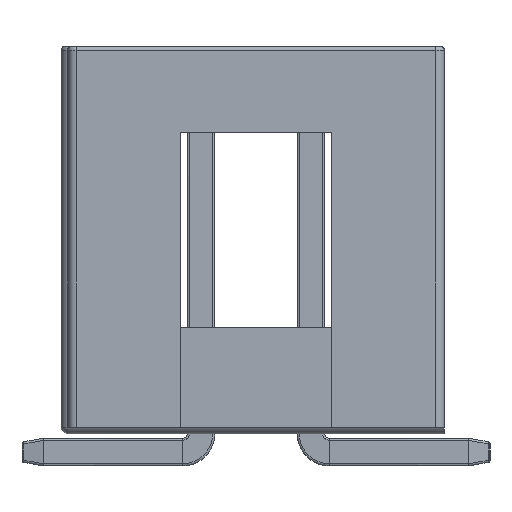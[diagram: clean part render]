
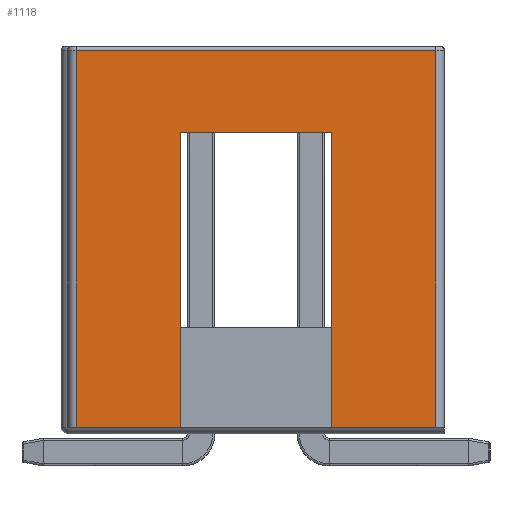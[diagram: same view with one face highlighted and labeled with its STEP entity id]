
A CAD part, left-side view. The second image highlights one B-rep face of the part: STEP entity #1118.
In plain terms, the highlighted planar face has unit normal (-1, 0, 0).
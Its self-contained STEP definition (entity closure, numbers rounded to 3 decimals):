
#525 = EDGE_CURVE ( 'NONE', #11270, #18941, #12819, .T. ) ;
#560 = VERTEX_POINT ( 'NONE', #20866 ) ;
#577 = ORIENTED_EDGE ( 'NONE', *, *, #31829, .T. ) ;
#579 = CARTESIAN_POINT ( 'NONE',  ( -4.87, 4.15, 6.97 ) ) ;
#852 = LINE ( 'NONE', #10683, #26249 ) ;
#1118 = ADVANCED_FACE ( 'NONE', ( #21737 ), #7402, .F. ) ;
#1425 = ORIENTED_EDGE ( 'NONE', *, *, #1620, .T. ) ;
#1620 = EDGE_CURVE ( 'NONE', #13151, #11270, #10254, .T. ) ;
#1630 = ORIENTED_EDGE ( 'NONE', *, *, #20804, .T. ) ;
#1750 = LINE ( 'NONE', #4325, #8197 ) ;
#1768 = VECTOR ( 'NONE', #3825, 1000. ) ;
#1788 = LINE ( 'NONE', #16944, #10757 ) ;
#2012 = CARTESIAN_POINT ( 'NONE',  ( -4.87, 4.15, 8.87 ) ) ;
#2247 = DIRECTION ( 'NONE',  ( 0., -1., 0. ) ) ;
#3825 = DIRECTION ( 'NONE',  ( 0., 0., -1. ) ) ;
#4325 = CARTESIAN_POINT ( 'NONE',  ( -4.87, 4.15, 8.97 ) ) ;
#7402 = PLANE ( 'NONE',  #17353 ) ;
#8005 = DIRECTION ( 'NONE',  ( 0., 0., 1. ) ) ;
#8197 = VECTOR ( 'NONE', #14312, 1000. ) ;
#8438 = VERTEX_POINT ( 'NONE', #22525 ) ;
#8481 = EDGE_CURVE ( 'NONE', #560, #12745, #13333, .T. ) ;
#9317 = EDGE_CURVE ( 'NONE', #18941, #8438, #852, .T. ) ;
#9892 = ORIENTED_EDGE ( 'NONE', *, *, #8481, .F. ) ;
#10254 = LINE ( 'NONE', #30021, #16215 ) ;
#10683 = CARTESIAN_POINT ( 'NONE',  ( -4.87, -1.75, 8.97 ) ) ;
#10757 = VECTOR ( 'NONE', #19528, 1000. ) ;
#11002 = CARTESIAN_POINT ( 'NONE',  ( -4.87, 1.75, 6.97 ) ) ;
#11158 = VECTOR ( 'NONE', #2247, 1000. ) ;
#11270 = VERTEX_POINT ( 'NONE', #11002 ) ;
#11568 = CARTESIAN_POINT ( 'NONE',  ( -4.87, 4.15, 0.17 ) ) ;
#11752 = DIRECTION ( 'NONE',  ( 1., 0., 0. ) ) ;
#12086 = VERTEX_POINT ( 'NONE', #11568 ) ;
#12089 = LINE ( 'NONE', #24625, #11158 ) ;
#12745 = VERTEX_POINT ( 'NONE', #20518 ) ;
#12819 = LINE ( 'NONE', #579, #25923 ) ;
#13151 = VERTEX_POINT ( 'NONE', #16572 ) ;
#13333 = LINE ( 'NONE', #20756, #1768 ) ;
#14312 = DIRECTION ( 'NONE',  ( 0., 0., -1. ) ) ;
#14322 = DIRECTION ( 'NONE',  ( 0., 0., -1. ) ) ;
#14643 = CARTESIAN_POINT ( 'NONE',  ( -4.87, 4.15, 8.97 ) ) ;
#15907 = CARTESIAN_POINT ( 'NONE',  ( -4.87, 4.15, 8.87 ) ) ;
#16215 = VECTOR ( 'NONE', #8005, 1000. ) ;
#16425 = VERTEX_POINT ( 'NONE', #2012 ) ;
#16539 = ORIENTED_EDGE ( 'NONE', *, *, #19988, .T. ) ;
#16552 = DIRECTION ( 'NONE',  ( 0., 1., 0. ) ) ;
#16572 = CARTESIAN_POINT ( 'NONE',  ( -4.87, 1.75, 0.17 ) ) ;
#16944 = CARTESIAN_POINT ( 'NONE',  ( -4.87, 4.15, 0.17 ) ) ;
#17353 = AXIS2_PLACEMENT_3D ( 'NONE', #14643, #11752, #14322 ) ;
#17658 = DIRECTION ( 'NONE',  ( 0., -1., 0. ) ) ;
#18191 = ORIENTED_EDGE ( 'NONE', *, *, #525, .T. ) ;
#18941 = VERTEX_POINT ( 'NONE', #22925 ) ;
#19057 = DIRECTION ( 'NONE',  ( 0., 0., -1. ) ) ;
#19528 = DIRECTION ( 'NONE',  ( 0., -1., 0. ) ) ;
#19988 = EDGE_CURVE ( 'NONE', #12086, #13151, #1788, .T. ) ;
#20518 = CARTESIAN_POINT ( 'NONE',  ( -4.87, -4.15, 0.17 ) ) ;
#20756 = CARTESIAN_POINT ( 'NONE',  ( -4.87, -4.15, 8.97 ) ) ;
#20804 = EDGE_CURVE ( 'NONE', #560, #16425, #21379, .T. ) ;
#20866 = CARTESIAN_POINT ( 'NONE',  ( -4.87, -4.15, 8.87 ) ) ;
#21096 = VECTOR ( 'NONE', #16552, 1000. ) ;
#21379 = LINE ( 'NONE', #15907, #21096 ) ;
#21737 = FACE_OUTER_BOUND ( 'NONE', #26693, .T. ) ;
#22166 = ORIENTED_EDGE ( 'NONE', *, *, #9317, .T. ) ;
#22525 = CARTESIAN_POINT ( 'NONE',  ( -4.87, -1.75, 0.17 ) ) ;
#22925 = CARTESIAN_POINT ( 'NONE',  ( -4.87, -1.75, 6.97 ) ) ;
#24625 = CARTESIAN_POINT ( 'NONE',  ( -4.87, 4.15, 0.17 ) ) ;
#25852 = EDGE_CURVE ( 'NONE', #16425, #12086, #1750, .T. ) ;
#25923 = VECTOR ( 'NONE', #17658, 1000. ) ;
#26249 = VECTOR ( 'NONE', #19057, 1000. ) ;
#26693 = EDGE_LOOP ( 'NONE', ( #9892, #1630, #30159, #16539, #1425, #18191, #22166, #577 ) ) ;
#30021 = CARTESIAN_POINT ( 'NONE',  ( -4.87, 1.75, 8.97 ) ) ;
#30159 = ORIENTED_EDGE ( 'NONE', *, *, #25852, .T. ) ;
#31829 = EDGE_CURVE ( 'NONE', #8438, #12745, #12089, .T. ) ;
